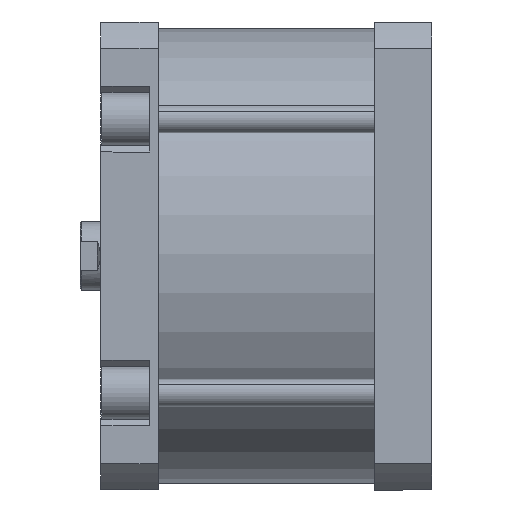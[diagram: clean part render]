
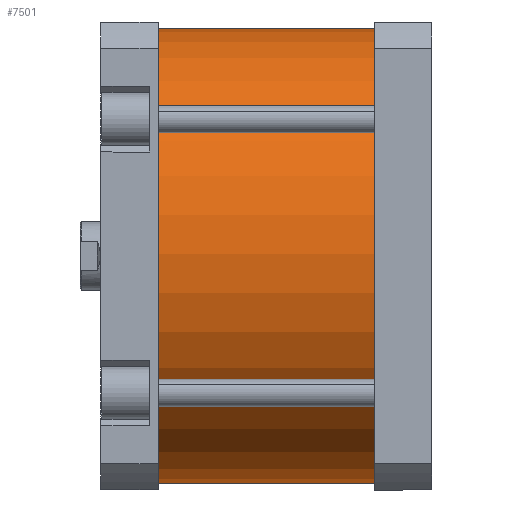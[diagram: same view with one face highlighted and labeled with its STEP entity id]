
A CAD part, front view. The second image highlights one B-rep face of the part: STEP entity #7501.
In plain terms, the highlighted cylindrical face has radius 131 mm (diameter 262 mm), a partial arc.
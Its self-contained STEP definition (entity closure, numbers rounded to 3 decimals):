
#79 = VERTEX_POINT ( 'NONE', #5754 ) ;
#80 = VERTEX_POINT ( 'NONE', #5755 ) ;
#81 = VERTEX_POINT ( 'NONE', #5756 ) ;
#82 = VERTEX_POINT ( 'NONE', #5757 ) ;
#3048 = AXIS2_PLACEMENT_3D ( 'NONE', #3239, #3162, #3240 ) ;
#3162 = DIRECTION ( 'NONE',  ( 0., 0., -1. ) ) ;
#3239 = CARTESIAN_POINT ( 'NONE',  ( 0., 0., 125. ) ) ;
#3240 = DIRECTION ( 'NONE',  ( -1., 0., 0. ) ) ;
#4588 = VECTOR ( 'NONE', #6679, 1000. ) ;
#4591 = VECTOR ( 'NONE', #6683, 1000. ) ;
#4593 = CIRCLE ( 'NONE', #5555, 131. ) ;
#4594 = LINE ( 'NONE', #6666, #4588 ) ;
#4596 = LINE ( 'NONE', #6660, #4591 ) ;
#4597 = CIRCLE ( 'NONE', #5558, 131. ) ;
#4752 = EDGE_LOOP ( 'NONE', ( #7566, #7715, #7716, #7721 ) ) ;
#5145 = EDGE_CURVE ( 'NONE', #80, #79, #4593, .T. ) ;
#5147 = EDGE_CURVE ( 'NONE', #82, #80, #4594, .T. ) ;
#5148 = EDGE_CURVE ( 'NONE', #82, #81, #4597, .T. ) ;
#5149 = EDGE_CURVE ( 'NONE', #81, #79, #4596, .T. ) ;
#5555 = AXIS2_PLACEMENT_3D ( 'NONE', #6672, #6673, #6674 ) ;
#5558 = AXIS2_PLACEMENT_3D ( 'NONE', #6678, #6680, #6681 ) ;
#5754 = CARTESIAN_POINT ( 'NONE',  ( -131., 0., 0. ) ) ;
#5755 = CARTESIAN_POINT ( 'NONE',  ( 131., 0., 0. ) ) ;
#5756 = CARTESIAN_POINT ( 'NONE',  ( -131., 0., 125. ) ) ;
#5757 = CARTESIAN_POINT ( 'NONE',  ( 131., 0., 125. ) ) ;
#6660 = CARTESIAN_POINT ( 'NONE',  ( -131., 0., 125. ) ) ;
#6666 = CARTESIAN_POINT ( 'NONE',  ( 131., 0., 125. ) ) ;
#6672 = CARTESIAN_POINT ( 'NONE',  ( 0., 0., 0. ) ) ;
#6673 = DIRECTION ( 'NONE',  ( 0., 0., 1. ) ) ;
#6674 = DIRECTION ( 'NONE',  ( 1., 0., 0. ) ) ;
#6678 = CARTESIAN_POINT ( 'NONE',  ( 0., 0., 125. ) ) ;
#6679 = DIRECTION ( 'NONE',  ( 0., 0., -1. ) ) ;
#6680 = DIRECTION ( 'NONE',  ( 0., 0., 1. ) ) ;
#6681 = DIRECTION ( 'NONE',  ( 1., 0., 0. ) ) ;
#6683 = DIRECTION ( 'NONE',  ( 0., 0., -1. ) ) ;
#6977 = FACE_OUTER_BOUND ( 'NONE', #4752, .T. ) ;
#6978 = CYLINDRICAL_SURFACE ( 'NONE', #3048, 131. ) ;
#7501 = ADVANCED_FACE ( 'NONE', ( #6977 ), #6978, .T. ) ;
#7566 = ORIENTED_EDGE ( 'NONE', *, *, #5148, .F. ) ;
#7715 = ORIENTED_EDGE ( 'NONE', *, *, #5147, .T. ) ;
#7716 = ORIENTED_EDGE ( 'NONE', *, *, #5145, .T. ) ;
#7721 = ORIENTED_EDGE ( 'NONE', *, *, #5149, .F. ) ;
